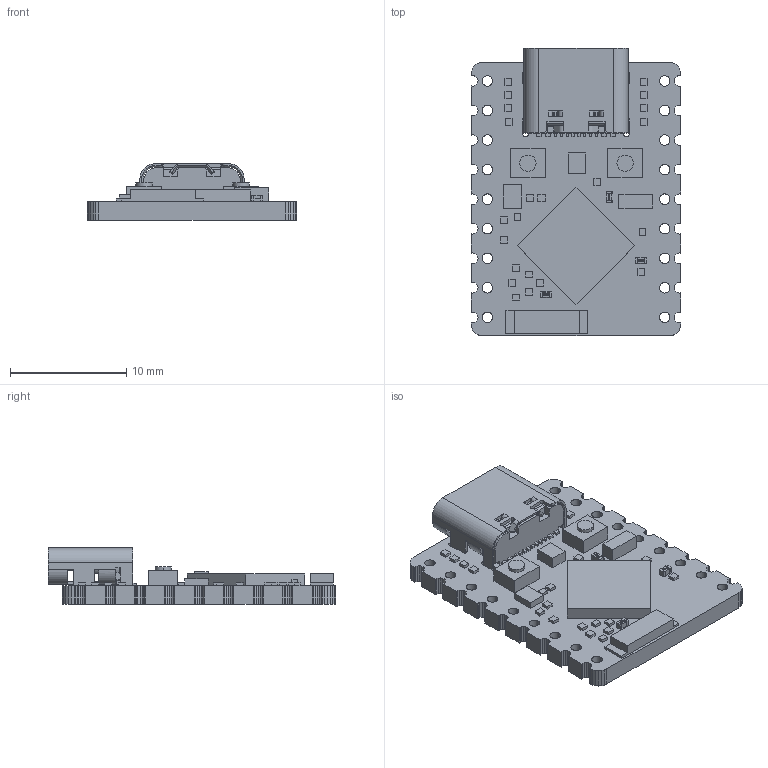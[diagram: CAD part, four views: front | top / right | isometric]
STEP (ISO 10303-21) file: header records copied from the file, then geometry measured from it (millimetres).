
FILE_DESCRIPTION((''),'2;1');
FILE_NAME('ESP32-S3-ZERO_V2_ASM','2025-11-22T16:28:23',('xiaojisheng'),(''),'CREO PARAMETRIC BY PTC INC, 2021063','CREO PARAMETRIC BY PTC INC, 2021063','');
FILE_SCHEMA(('CONFIG_CONTROL_DESIGN','SHAPE_APPEARANCE_LAYERS_GROUPS'));
Length unit declared in the file: millimetre
Products named in the file (53): BOARD; EXTRUDED-21020; 1253120576_ASM; C1_ASM; EXTRUDED-21415; 1253124160_ASM; C2_ASM; C3_ASM; C6_ASM; C8_ASM; _1_10001; 3_1_A; 2_100; C_0402-672_AF0_ASM_ASM; C_0402-4045_AF0_ASM_ASM; C_0402_ASM; C9_ASM; C11_ASM; C10_ASM; EXTRUDED-58116; 1303003904_ASM; IND1_ASM; R1_ASM; R2_ASM; R3_ASM; R4_ASM; R5_ASM; EXTRUDED-58651; 1253124032_ASM; U3_ASM; EXTRUDED-59046; 878545264_ASM; X1_ASM; C7_ASM; C12_ASM; C13_ASM; C14_ASM; C15_ASM; IND2_ASM; EXTRUDED-59609 ...
Assembly tree (73 placements, depth 7):
  ESP32-S3-ZERO_V2_ASM
    PCB_ASM
      BOARD
      C1_ASM
        1253120576_ASM
          EXTRUDED-21020
      C2_ASM
        1253124160_ASM
          EXTRUDED-21415
      C3_ASM
        1253120576_ASM
          EXTRUDED-21020
      C6_ASM
        1253120576_ASM
          EXTRUDED-21020
      C8_ASM
        1253120576_ASM
          EXTRUDED-21020
      C9_ASM
        C_0402_ASM
          C_0402-4045_AF0_ASM_ASM
            C_0402-672_AF0_ASM_ASM
              _1_10001
              3_1_A
              2_100
      C11_ASM
        1253124160_ASM
          EXTRUDED-21415
      C10_ASM
        1253124160_ASM
          EXTRUDED-21415
      IND1_ASM
        1303003904_ASM
          EXTRUDED-58116
      R1_ASM
        1253120576_ASM
          EXTRUDED-21020
      R2_ASM
        1253120576_ASM
          EXTRUDED-21020
      R3_ASM
        1253120576_ASM
          EXTRUDED-21020
      R4_ASM
        1253120576_ASM
          EXTRUDED-21020
      R5_ASM
        1253120576_ASM
          EXTRUDED-21020
      U3_ASM
        1253124032_ASM
          EXTRUDED-58651
      X1_ASM
        878545264_ASM
          EXTRUDED-59046
      C7_ASM
        C_0402_ASM
          C_0402-4045_AF0_ASM_ASM
            C_0402-672_AF0_ASM_ASM
              _1_10001
Bounding box: 18.02 x 24.74 x 4.85 mm (x, y, z)
Volume: 839.2 mm3; surface area: 1851.3 mm2
Topology: 40 solids, 41 shells, 2400 faces, 6494 edges, 4258 vertices
Faces by surface type: plane 1837, cylinder 273, extrusion 249, sphere 24, cone 17
Entity records: 60870 total; most frequent: CARTESIAN_POINT 10320, ORIENTED_EDGE 7948, DIRECTION 7330, PRESENTATION_STYLE_ASSIGNMENT 4033, EDGE_CURVE 3974, STYLED_ITEM 3965, CURVE_STYLE 3950, VECTOR 3378
